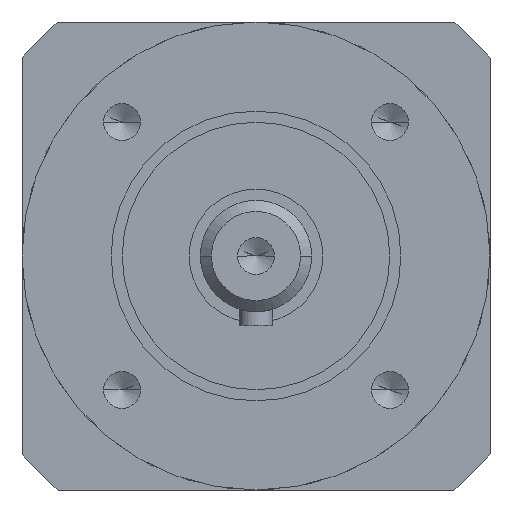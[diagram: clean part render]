
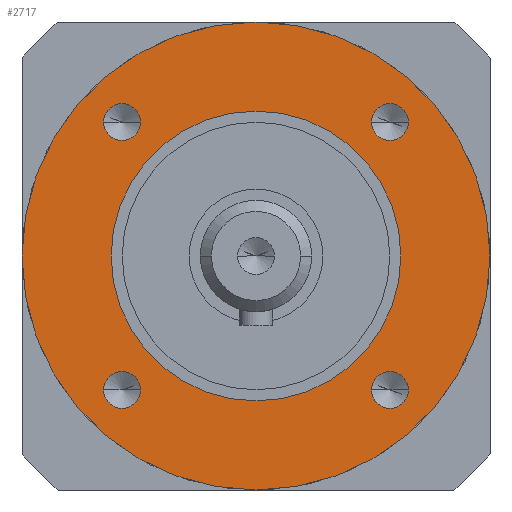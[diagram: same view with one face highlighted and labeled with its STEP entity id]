
A CAD part, left-side view. The second image highlights one B-rep face of the part: STEP entity #2717.
In plain terms, the highlighted planar face has unit normal (-1, 0, 0).
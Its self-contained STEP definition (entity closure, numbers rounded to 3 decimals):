
#23 = CARTESIAN_POINT ( 'NONE',  ( 54.29, -12.021, -12.021 ) ) ;
#24 = DIRECTION ( 'NONE',  ( 0., 1., 0. ) ) ;
#67 = CARTESIAN_POINT ( 'NONE',  ( 54.29, 12.021, 12.021 ) ) ;
#79 = EDGE_CURVE ( 'NONE', #138, #1469, #2765, .T. ) ;
#100 = DIRECTION ( 'NONE',  ( 0., 1., 0. ) ) ;
#129 = CIRCLE ( 'NONE', #801, 1.65 ) ;
#138 = VERTEX_POINT ( 'NONE', #2270 ) ;
#142 = DIRECTION ( 'NONE',  ( 0., 1., 0. ) ) ;
#157 = DIRECTION ( 'NONE',  ( 0., 1., 0. ) ) ;
#221 = CARTESIAN_POINT ( 'NONE',  ( 54.29, -12.021, -12.021 ) ) ;
#338 = CARTESIAN_POINT ( 'NONE',  ( 54.29, 13.671, -12.021 ) ) ;
#384 = CIRCLE ( 'NONE', #1055, 21. ) ;
#390 = ORIENTED_EDGE ( 'NONE', *, *, #2495, .F. ) ;
#435 = AXIS2_PLACEMENT_3D ( 'NONE', #5186, #3460, #1902 ) ;
#455 = EDGE_LOOP ( 'NONE', ( #5223, #1095 ) ) ;
#494 = CARTESIAN_POINT ( 'NONE',  ( 54.29, 0., 0. ) ) ;
#522 = DIRECTION ( 'NONE',  ( 0., 1., 0. ) ) ;
#539 = VERTEX_POINT ( 'NONE', #4747 ) ;
#556 = CIRCLE ( 'NONE', #1227, 13. ) ;
#668 = FACE_BOUND ( 'NONE', #997, .T. ) ;
#801 = AXIS2_PLACEMENT_3D ( 'NONE', #4081, #3259, #5246 ) ;
#913 = CARTESIAN_POINT ( 'NONE',  ( 54.29, 13., 0. ) ) ;
#997 = EDGE_LOOP ( 'NONE', ( #3217, #1760 ) ) ;
#1042 = EDGE_LOOP ( 'NONE', ( #4099, #2032 ) ) ;
#1055 = AXIS2_PLACEMENT_3D ( 'NONE', #3136, #3975, #3890 ) ;
#1095 = ORIENTED_EDGE ( 'NONE', *, *, #3743, .F. ) ;
#1172 = AXIS2_PLACEMENT_3D ( 'NONE', #23, #4561, #1250 ) ;
#1211 = CARTESIAN_POINT ( 'NONE',  ( 54.29, 10.371, 12.021 ) ) ;
#1227 = AXIS2_PLACEMENT_3D ( 'NONE', #494, #2097, #522 ) ;
#1250 = DIRECTION ( 'NONE',  ( 0., 1., 0. ) ) ;
#1251 = DIRECTION ( 'NONE',  ( -1., 0., 0. ) ) ;
#1280 = AXIS2_PLACEMENT_3D ( 'NONE', #2452, #3652, #3246 ) ;
#1339 = DIRECTION ( 'NONE',  ( -1., 0., 0. ) ) ;
#1469 = VERTEX_POINT ( 'NONE', #3301 ) ;
#1558 = DIRECTION ( 'NONE',  ( -1., 0., 0. ) ) ;
#1685 = DIRECTION ( 'NONE',  ( 0., 1., 0. ) ) ;
#1691 = DIRECTION ( 'NONE',  ( -1., 0., 0. ) ) ;
#1729 = DIRECTION ( 'NONE',  ( -1., 0., 0. ) ) ;
#1760 = ORIENTED_EDGE ( 'NONE', *, *, #4773, .F. ) ;
#1761 = CIRCLE ( 'NONE', #4221, 21. ) ;
#1768 = CARTESIAN_POINT ( 'NONE',  ( 54.29, -13., 0. ) ) ;
#1801 = VERTEX_POINT ( 'NONE', #913 ) ;
#1847 = FACE_BOUND ( 'NONE', #455, .T. ) ;
#1859 = VERTEX_POINT ( 'NONE', #4485 ) ;
#1902 = DIRECTION ( 'NONE',  ( 0., 1., 0. ) ) ;
#1925 = PLANE ( 'NONE',  #435 ) ;
#1992 = EDGE_LOOP ( 'NONE', ( #390, #2913 ) ) ;
#2032 = ORIENTED_EDGE ( 'NONE', *, *, #4858, .F. ) ;
#2097 = DIRECTION ( 'NONE',  ( -1., 0., 0. ) ) ;
#2133 = EDGE_LOOP ( 'NONE', ( #5181, #3028 ) ) ;
#2171 = ORIENTED_EDGE ( 'NONE', *, *, #4579, .T. ) ;
#2270 = CARTESIAN_POINT ( 'NONE',  ( 54.29, -13.671, -12.021 ) ) ;
#2452 = CARTESIAN_POINT ( 'NONE',  ( 54.29, 0., 0. ) ) ;
#2495 = EDGE_CURVE ( 'NONE', #1469, #138, #3737, .T. ) ;
#2552 = CARTESIAN_POINT ( 'NONE',  ( 54.29, 12.021, 12.021 ) ) ;
#2558 = CARTESIAN_POINT ( 'NONE',  ( 54.29, -21., 0. ) ) ;
#2717 = ADVANCED_FACE ( 'NONE', ( #4360, #1847, #668, #3096, #3168, #3545 ), #1925, .F. ) ;
#2758 = CARTESIAN_POINT ( 'NONE',  ( 54.29, 13.671, 12.021 ) ) ;
#2765 = CIRCLE ( 'NONE', #1172, 1.65 ) ;
#2780 = CIRCLE ( 'NONE', #3897, 1.65 ) ;
#2821 = EDGE_CURVE ( 'NONE', #1801, #3341, #4853, .T. ) ;
#2913 = ORIENTED_EDGE ( 'NONE', *, *, #79, .F. ) ;
#3028 = ORIENTED_EDGE ( 'NONE', *, *, #3375, .F. ) ;
#3096 = FACE_BOUND ( 'NONE', #2133, .T. ) ;
#3136 = CARTESIAN_POINT ( 'NONE',  ( 54.29, 0., 0. ) ) ;
#3168 = FACE_BOUND ( 'NONE', #1992, .T. ) ;
#3176 = CARTESIAN_POINT ( 'NONE',  ( 54.29, -13.671, 12.021 ) ) ;
#3207 = CIRCLE ( 'NONE', #3995, 1.65 ) ;
#3217 = ORIENTED_EDGE ( 'NONE', *, *, #5151, .F. ) ;
#3246 = DIRECTION ( 'NONE',  ( 0., 1., 0. ) ) ;
#3259 = DIRECTION ( 'NONE',  ( -1., 0., 0. ) ) ;
#3301 = CARTESIAN_POINT ( 'NONE',  ( 54.29, -10.371, -12.021 ) ) ;
#3341 = VERTEX_POINT ( 'NONE', #1768 ) ;
#3345 = VERTEX_POINT ( 'NONE', #3371 ) ;
#3371 = CARTESIAN_POINT ( 'NONE',  ( 54.29, 21., 0. ) ) ;
#3375 = EDGE_CURVE ( 'NONE', #4929, #1859, #4545, .T. ) ;
#3460 = DIRECTION ( 'NONE',  ( 1., 0., 0. ) ) ;
#3463 = CARTESIAN_POINT ( 'NONE',  ( 54.29, -12.021, 12.021 ) ) ;
#3545 = FACE_BOUND ( 'NONE', #1042, .T. ) ;
#3582 = CARTESIAN_POINT ( 'NONE',  ( 54.29, 0., 0. ) ) ;
#3652 = DIRECTION ( 'NONE',  ( -1., 0., 0. ) ) ;
#3737 = CIRCLE ( 'NONE', #5028, 1.65 ) ;
#3743 = EDGE_CURVE ( 'NONE', #539, #4524, #129, .T. ) ;
#3753 = VERTEX_POINT ( 'NONE', #2758 ) ;
#3779 = CIRCLE ( 'NONE', #4032, 1.65 ) ;
#3794 = DIRECTION ( 'NONE',  ( -1., 0., 0. ) ) ;
#3849 = AXIS2_PLACEMENT_3D ( 'NONE', #4215, #3794, #157 ) ;
#3890 = DIRECTION ( 'NONE',  ( 0., 1., 0. ) ) ;
#3897 = AXIS2_PLACEMENT_3D ( 'NONE', #3898, #1558, #4007 ) ;
#3898 = CARTESIAN_POINT ( 'NONE',  ( 54.29, 12.021, -12.021 ) ) ;
#3975 = DIRECTION ( 'NONE',  ( -1., 0., 0. ) ) ;
#3995 = AXIS2_PLACEMENT_3D ( 'NONE', #67, #1691, #100 ) ;
#4007 = DIRECTION ( 'NONE',  ( 0., 1., 0. ) ) ;
#4032 = AXIS2_PLACEMENT_3D ( 'NONE', #3463, #4392, #5108 ) ;
#4041 = EDGE_CURVE ( 'NONE', #1859, #4929, #3779, .T. ) ;
#4081 = CARTESIAN_POINT ( 'NONE',  ( 54.29, 12.021, -12.021 ) ) ;
#4099 = ORIENTED_EDGE ( 'NONE', *, *, #2821, .F. ) ;
#4215 = CARTESIAN_POINT ( 'NONE',  ( 54.29, -12.021, 12.021 ) ) ;
#4221 = AXIS2_PLACEMENT_3D ( 'NONE', #3582, #1251, #24 ) ;
#4312 = VERTEX_POINT ( 'NONE', #2558 ) ;
#4360 = FACE_OUTER_BOUND ( 'NONE', #4975, .T. ) ;
#4375 = AXIS2_PLACEMENT_3D ( 'NONE', #2552, #1339, #1685 ) ;
#4392 = DIRECTION ( 'NONE',  ( -1., 0., 0. ) ) ;
#4485 = CARTESIAN_POINT ( 'NONE',  ( 54.29, -10.371, 12.021 ) ) ;
#4524 = VERTEX_POINT ( 'NONE', #338 ) ;
#4545 = CIRCLE ( 'NONE', #3849, 1.65 ) ;
#4561 = DIRECTION ( 'NONE',  ( -1., 0., 0. ) ) ;
#4579 = EDGE_CURVE ( 'NONE', #4312, #3345, #384, .T. ) ;
#4747 = CARTESIAN_POINT ( 'NONE',  ( 54.29, 10.371, -12.021 ) ) ;
#4751 = ORIENTED_EDGE ( 'NONE', *, *, #5030, .T. ) ;
#4773 = EDGE_CURVE ( 'NONE', #5218, #3753, #5136, .T. ) ;
#4853 = CIRCLE ( 'NONE', #1280, 13. ) ;
#4858 = EDGE_CURVE ( 'NONE', #3341, #1801, #556, .T. ) ;
#4929 = VERTEX_POINT ( 'NONE', #3176 ) ;
#4975 = EDGE_LOOP ( 'NONE', ( #4751, #2171 ) ) ;
#5028 = AXIS2_PLACEMENT_3D ( 'NONE', #221, #1729, #142 ) ;
#5030 = EDGE_CURVE ( 'NONE', #3345, #4312, #1761, .T. ) ;
#5108 = DIRECTION ( 'NONE',  ( 0., 1., 0. ) ) ;
#5110 = EDGE_CURVE ( 'NONE', #4524, #539, #2780, .T. ) ;
#5136 = CIRCLE ( 'NONE', #4375, 1.65 ) ;
#5151 = EDGE_CURVE ( 'NONE', #3753, #5218, #3207, .T. ) ;
#5181 = ORIENTED_EDGE ( 'NONE', *, *, #4041, .F. ) ;
#5186 = CARTESIAN_POINT ( 'NONE',  ( 54.29, -13., 0. ) ) ;
#5218 = VERTEX_POINT ( 'NONE', #1211 ) ;
#5223 = ORIENTED_EDGE ( 'NONE', *, *, #5110, .F. ) ;
#5246 = DIRECTION ( 'NONE',  ( 0., 1., 0. ) ) ;
